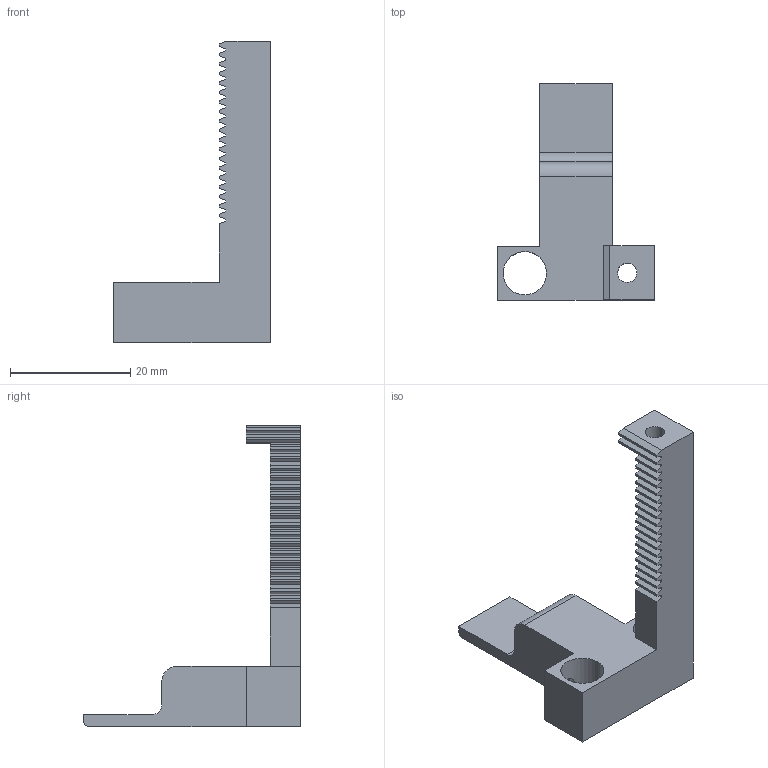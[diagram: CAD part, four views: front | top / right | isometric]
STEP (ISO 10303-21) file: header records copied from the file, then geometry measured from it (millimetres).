
FILE_DESCRIPTION (( 'STEP AP214' ), '1' );
FILE_NAME ('魔方机器人--齿条手指.STEP', '2025-07-25T15:45:29', ( '' ), ( '' ), 'SwSTEP 2.0', 'SolidWorks 2025', '' );
FILE_SCHEMA (( 'AUTOMOTIVE_DESIGN' ));
Length unit declared in the file: millimetre
Products named in the file (1): 魔方机器人--齿条手指
Bounding box: 26 x 36 x 50 mm (x, y, z)
Volume: 4792.1 mm3; surface area: 3976.1 mm2
Topology: 1 solids, 1 shells, 112 faces, 334 edges, 222 vertices
Faces by surface type: plane 99, cylinder 13
Entity records: 3847 total; most frequent: CARTESIAN_POINT 773, ORIENTED_EDGE 668, DIRECTION 582, EDGE_CURVE 334, LINE 304, VECTOR 304, VERTEX_POINT 222, AXIS2_PLACEMENT_3D 139
